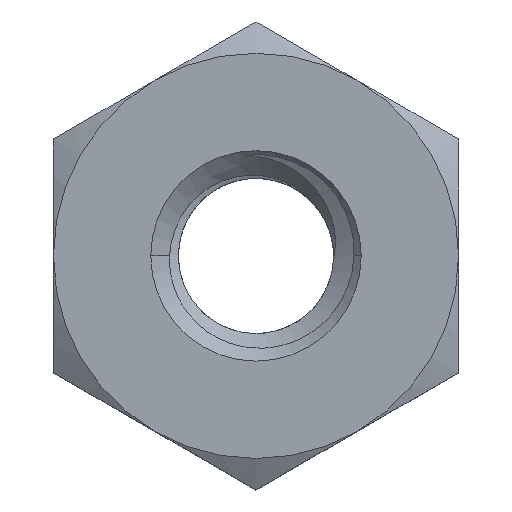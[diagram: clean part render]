
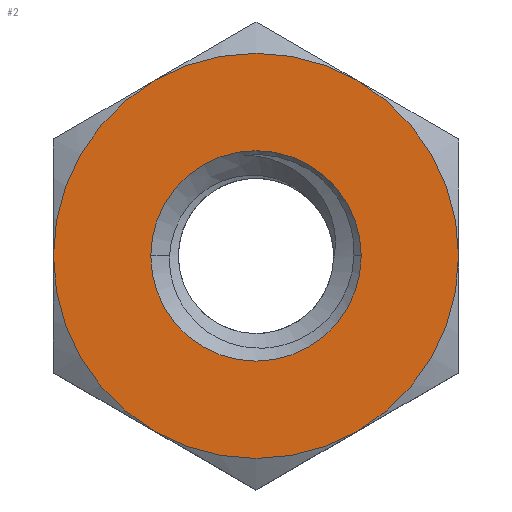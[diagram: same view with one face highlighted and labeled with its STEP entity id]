
A CAD part, top view. The second image highlights one B-rep face of the part: STEP entity #2.
In plain terms, the highlighted planar face has unit normal (0, 0, 1).
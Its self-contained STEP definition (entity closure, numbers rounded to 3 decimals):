
#2 = ADVANCED_FACE ( 'NONE', ( #1098, #1744 ), #1338, .T. ) ;
#30 = ORIENTED_EDGE ( 'NONE', *, *, #1711, .F. ) ;
#72 = DIRECTION ( 'NONE',  ( 1., 0., 0. ) ) ;
#122 = VERTEX_POINT ( 'NONE', #1052 ) ;
#203 = EDGE_LOOP ( 'NONE', ( #934, #1193, #969, #1418, #256, #1185 ) ) ;
#222 = CIRCLE ( 'NONE', #1630, 1.299 ) ;
#243 = VERTEX_POINT ( 'NONE', #351 ) ;
#247 = DIRECTION ( 'NONE',  ( 0., 0., 1. ) ) ;
#256 = ORIENTED_EDGE ( 'NONE', *, *, #1755, .T. ) ;
#295 = DIRECTION ( 'NONE',  ( 0., 0., 1. ) ) ;
#326 = EDGE_CURVE ( 'NONE', #1111, #988, #1684, .T. ) ;
#351 = CARTESIAN_POINT ( 'NONE',  ( 1.299, 0., 0.8 ) ) ;
#395 = AXIS2_PLACEMENT_3D ( 'NONE', #1518, #963, #856 ) ;
#442 = CARTESIAN_POINT ( 'NONE',  ( -1.25, 2.165, 0.8 ) ) ;
#450 = EDGE_CURVE ( 'NONE', #837, #122, #665, .T. ) ;
#451 = CARTESIAN_POINT ( 'NONE',  ( -1.25, -2.165, 0.8 ) ) ;
#454 = CARTESIAN_POINT ( 'NONE',  ( 0., 0., 0.8 ) ) ;
#478 = CARTESIAN_POINT ( 'NONE',  ( 0., 0., 0.8 ) ) ;
#480 = CARTESIAN_POINT ( 'NONE',  ( 0., 0., 0.8 ) ) ;
#533 = ORIENTED_EDGE ( 'NONE', *, *, #730, .F. ) ;
#572 = AXIS2_PLACEMENT_3D ( 'NONE', #1562, #1102, #1681 ) ;
#610 = DIRECTION ( 'NONE',  ( 0., 0., 1. ) ) ;
#665 = CIRCLE ( 'NONE', #395, 2.5 ) ;
#673 = CARTESIAN_POINT ( 'NONE',  ( 0., 0., 0.8 ) ) ;
#704 = CARTESIAN_POINT ( 'NONE',  ( 1.25, -2.165, 0.8 ) ) ;
#719 = CARTESIAN_POINT ( 'NONE',  ( 1.25, 2.165, 0.8 ) ) ;
#730 = EDGE_CURVE ( 'NONE', #1456, #243, #1170, .T. ) ;
#837 = VERTEX_POINT ( 'NONE', #442 ) ;
#856 = DIRECTION ( 'NONE',  ( 1., 0., 0. ) ) ;
#860 = CARTESIAN_POINT ( 'NONE',  ( 0., 0., 0.8 ) ) ;
#862 = CARTESIAN_POINT ( 'NONE',  ( -1.299, 0., 0.8 ) ) ;
#887 = EDGE_CURVE ( 'NONE', #1696, #837, #1168, .T. ) ;
#901 = DIRECTION ( 'NONE',  ( 0., 0., 1. ) ) ;
#913 = DIRECTION ( 'NONE',  ( 1., 0., 0. ) ) ;
#934 = ORIENTED_EDGE ( 'NONE', *, *, #326, .T. ) ;
#937 = AXIS2_PLACEMENT_3D ( 'NONE', #673, #1479, #1616 ) ;
#963 = DIRECTION ( 'NONE',  ( 0., 0., 1. ) ) ;
#969 = ORIENTED_EDGE ( 'NONE', *, *, #887, .T. ) ;
#988 = VERTEX_POINT ( 'NONE', #1556 ) ;
#1052 = CARTESIAN_POINT ( 'NONE',  ( -2.5, 0., 0.8 ) ) ;
#1055 = CARTESIAN_POINT ( 'NONE',  ( 0., 0., 0.8 ) ) ;
#1071 = VERTEX_POINT ( 'NONE', #451 ) ;
#1098 = FACE_BOUND ( 'NONE', #1733, .T. ) ;
#1102 = DIRECTION ( 'NONE',  ( 0., 0., 1. ) ) ;
#1111 = VERTEX_POINT ( 'NONE', #704 ) ;
#1121 = DIRECTION ( 'NONE',  ( 1., 0., 0. ) ) ;
#1168 = CIRCLE ( 'NONE', #1184, 2.5 ) ;
#1170 = CIRCLE ( 'NONE', #1705, 1.299 ) ;
#1184 = AXIS2_PLACEMENT_3D ( 'NONE', #454, #1409, #1506 ) ;
#1185 = ORIENTED_EDGE ( 'NONE', *, *, #1204, .T. ) ;
#1193 = ORIENTED_EDGE ( 'NONE', *, *, #1543, .T. ) ;
#1204 = EDGE_CURVE ( 'NONE', #1071, #1111, #1574, .T. ) ;
#1228 = AXIS2_PLACEMENT_3D ( 'NONE', #478, #901, #1425 ) ;
#1252 = CIRCLE ( 'NONE', #572, 2.5 ) ;
#1274 = AXIS2_PLACEMENT_3D ( 'NONE', #480, #610, #1289 ) ;
#1285 = AXIS2_PLACEMENT_3D ( 'NONE', #1055, #247, #913 ) ;
#1289 = DIRECTION ( 'NONE',  ( 1., 0., 0. ) ) ;
#1338 = PLANE ( 'NONE',  #937 ) ;
#1409 = DIRECTION ( 'NONE',  ( 0., 0., 1. ) ) ;
#1418 = ORIENTED_EDGE ( 'NONE', *, *, #450, .T. ) ;
#1425 = DIRECTION ( 'NONE',  ( 1., 0., 0. ) ) ;
#1456 = VERTEX_POINT ( 'NONE', #862 ) ;
#1479 = DIRECTION ( 'NONE',  ( 0., 0., 1. ) ) ;
#1506 = DIRECTION ( 'NONE',  ( 1., 0., 0. ) ) ;
#1518 = CARTESIAN_POINT ( 'NONE',  ( 0., 0., 0.8 ) ) ;
#1543 = EDGE_CURVE ( 'NONE', #988, #1696, #1252, .T. ) ;
#1556 = CARTESIAN_POINT ( 'NONE',  ( 2.5, 0., 0.8 ) ) ;
#1561 = CARTESIAN_POINT ( 'NONE',  ( 0., 0., 0.8 ) ) ;
#1562 = CARTESIAN_POINT ( 'NONE',  ( 0., 0., 0.8 ) ) ;
#1574 = CIRCLE ( 'NONE', #1274, 2.5 ) ;
#1579 = DIRECTION ( 'NONE',  ( 0., 0., 1. ) ) ;
#1581 = CIRCLE ( 'NONE', #1228, 2.5 ) ;
#1616 = DIRECTION ( 'NONE',  ( 1., 0., 0. ) ) ;
#1630 = AXIS2_PLACEMENT_3D ( 'NONE', #1561, #1579, #72 ) ;
#1681 = DIRECTION ( 'NONE',  ( 1., 0., 0. ) ) ;
#1684 = CIRCLE ( 'NONE', #1285, 2.5 ) ;
#1696 = VERTEX_POINT ( 'NONE', #719 ) ;
#1705 = AXIS2_PLACEMENT_3D ( 'NONE', #860, #295, #1121 ) ;
#1711 = EDGE_CURVE ( 'NONE', #243, #1456, #222, .T. ) ;
#1733 = EDGE_LOOP ( 'NONE', ( #30, #533 ) ) ;
#1744 = FACE_OUTER_BOUND ( 'NONE', #203, .T. ) ;
#1755 = EDGE_CURVE ( 'NONE', #122, #1071, #1581, .T. ) ;
